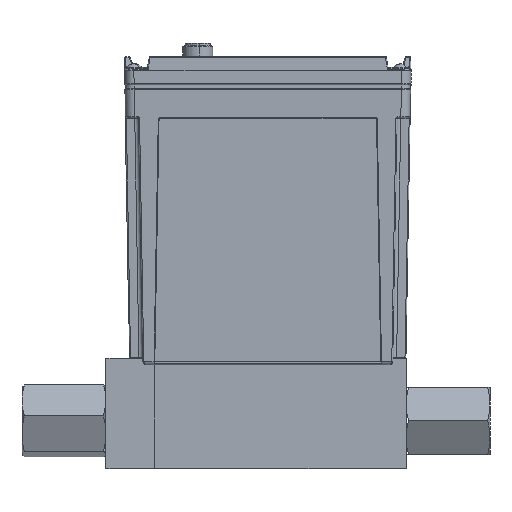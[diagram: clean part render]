
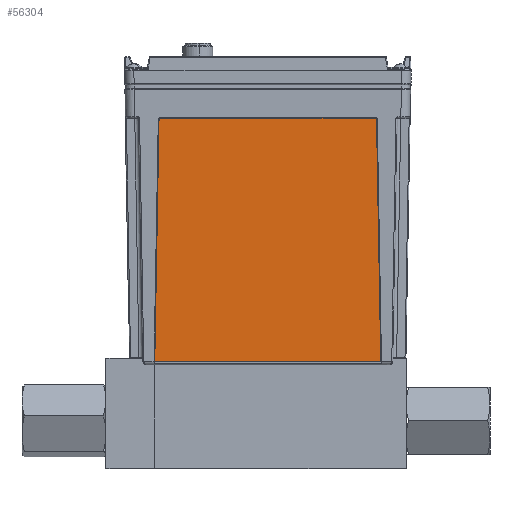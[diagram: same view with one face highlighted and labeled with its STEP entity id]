
A CAD part, top view. The second image highlights one B-rep face of the part: STEP entity #56304.
In plain terms, the highlighted planar face has unit normal (0, -0.018, 1).
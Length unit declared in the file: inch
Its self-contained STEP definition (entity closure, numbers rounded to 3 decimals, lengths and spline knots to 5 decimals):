
#131 = CIRCLE ( 'NONE', #31162, 0.02 ) ;
#1619 = DIRECTION ( 'NONE',  ( 0., -0.017, 1. ) ) ;
#1952 = ORIENTED_EDGE ( 'NONE', *, *, #61665, .T. ) ;
#4278 = CARTESIAN_POINT ( 'NONE',  ( 0.70385, 4.63895, 1.02987 ) ) ;
#7969 = CARTESIAN_POINT ( 'NONE',  ( -2.6965, 4.63895, 1.02987 ) ) ;
#8491 = VECTOR ( 'NONE', #51441, 39.37008 ) ;
#8611 = ORIENTED_EDGE ( 'NONE', *, *, #45184, .T. ) ;
#8839 = VERTEX_POINT ( 'NONE', #44159 ) ;
#9713 = LINE ( 'NONE', #56350, #46651 ) ;
#10081 = CARTESIAN_POINT ( 'NONE',  ( 0.77015, 0.82953, 0.96338 ) ) ;
#10095 = DIRECTION ( 'NONE',  ( 0., -0.017, 1. ) ) ;
#11305 = DIRECTION ( 'NONE',  ( 0., -0.017, 1. ) ) ;
#11824 = CARTESIAN_POINT ( 'NONE',  ( 0.72384, 4.6193, 1.02953 ) ) ;
#13334 = CARTESIAN_POINT ( 'NONE',  ( 0.77015, 0.80953, 0.96303 ) ) ;
#14402 = ORIENTED_EDGE ( 'NONE', *, *, #26430, .T. ) ;
#14915 = DIRECTION ( 'NONE',  ( 1., 0., 0. ) ) ;
#17137 = EDGE_CURVE ( 'NONE', #38416, #62229, #35707, .T. ) ;
#17897 = VERTEX_POINT ( 'NONE', #32254 ) ;
#18161 = CIRCLE ( 'NONE', #22983, 0.02 ) ;
#19037 = VERTEX_POINT ( 'NONE', #11824 ) ;
#20076 = CARTESIAN_POINT ( 'NONE',  ( -0.9865, 4.63895, 1.02987 ) ) ;
#20450 = ORIENTED_EDGE ( 'NONE', *, *, #17137, .T. ) ;
#21297 = LINE ( 'NONE', #7969, #8491 ) ;
#21436 = ORIENTED_EDGE ( 'NONE', *, *, #41616, .T. ) ;
#22601 = AXIS2_PLACEMENT_3D ( 'NONE', #30452, #1619, #35289 ) ;
#22863 = VERTEX_POINT ( 'NONE', #4278 ) ;
#22983 = AXIS2_PLACEMENT_3D ( 'NONE', #38968, #10095, #43808 ) ;
#24145 = VECTOR ( 'NONE', #47584, 39.37008 ) ;
#24698 = PLANE ( 'NONE',  #57856 ) ;
#24896 = DIRECTION ( 'NONE',  ( 1., 0., 0. ) ) ;
#25804 = VECTOR ( 'NONE', #50041, 39.37008 ) ;
#25859 = EDGE_LOOP ( 'NONE', ( #57574, #20450, #14402, #21436, #1952, #46789, #8611, #52049 ) ) ;
#26430 = EDGE_CURVE ( 'NONE', #62229, #19037, #61209, .T. ) ;
#26540 = EDGE_CURVE ( 'NONE', #17897, #53269, #41455, .T. ) ;
#27305 = LINE ( 'NONE', #40288, #25804 ) ;
#28491 = EDGE_CURVE ( 'NONE', #60491, #8839, #131, .T. ) ;
#30452 = CARTESIAN_POINT ( 'NONE',  ( -2.67685, 4.61895, 1.02953 ) ) ;
#30992 = CARTESIAN_POINT ( 'NONE',  ( -2.69684, 4.6193, 1.02953 ) ) ;
#31162 = AXIS2_PLACEMENT_3D ( 'NONE', #40135, #11305, #44968 ) ;
#31419 = EDGE_CURVE ( 'NONE', #8839, #38416, #9713, .T. ) ;
#32254 = CARTESIAN_POINT ( 'NONE',  ( -2.67685, 4.63895, 1.02987 ) ) ;
#35289 = DIRECTION ( 'NONE',  ( 1., 0., 0. ) ) ;
#35707 = CIRCLE ( 'NONE', #40395, 0.02 ) ;
#35981 = CARTESIAN_POINT ( 'NONE',  ( 0.79014, 0.82988, 0.96339 ) ) ;
#38416 = VERTEX_POINT ( 'NONE', #13334 ) ;
#38719 = CARTESIAN_POINT ( 'NONE',  ( -2.76314, 0.82988, 0.96339 ) ) ;
#38968 = CARTESIAN_POINT ( 'NONE',  ( 0.70385, 4.61895, 1.02953 ) ) ;
#40135 = CARTESIAN_POINT ( 'NONE',  ( -2.74315, 0.82953, 0.96338 ) ) ;
#40288 = CARTESIAN_POINT ( 'NONE',  ( 0.7235, 4.63895, 1.02987 ) ) ;
#40395 = AXIS2_PLACEMENT_3D ( 'NONE', #10081, #43793, #14915 ) ;
#41455 = CIRCLE ( 'NONE', #22601, 0.02 ) ;
#41616 = EDGE_CURVE ( 'NONE', #19037, #22863, #18161, .T. ) ;
#42939 = CARTESIAN_POINT ( 'NONE',  ( 0.7905, 0.80953, 0.96303 ) ) ;
#43793 = DIRECTION ( 'NONE',  ( 0., -0.017, 1. ) ) ;
#43808 = DIRECTION ( 'NONE',  ( 1., 0., 0. ) ) ;
#44159 = CARTESIAN_POINT ( 'NONE',  ( -2.74315, 0.80953, 0.96303 ) ) ;
#44968 = DIRECTION ( 'NONE',  ( 1., 0., 0. ) ) ;
#45184 = EDGE_CURVE ( 'NONE', #53269, #60491, #21297, .T. ) ;
#46651 = VECTOR ( 'NONE', #56028, 39.37008 ) ;
#46789 = ORIENTED_EDGE ( 'NONE', *, *, #26540, .T. ) ;
#47584 = DIRECTION ( 'NONE',  ( -0.017, 1., 0.017 ) ) ;
#47989 = FACE_OUTER_BOUND ( 'NONE', #25859, .T. ) ;
#50041 = DIRECTION ( 'NONE',  ( -1., 0., 0. ) ) ;
#51441 = DIRECTION ( 'NONE',  ( -0.017, -1., -0.017 ) ) ;
#52049 = ORIENTED_EDGE ( 'NONE', *, *, #28491, .T. ) ;
#53269 = VERTEX_POINT ( 'NONE', #30992 ) ;
#53834 = DIRECTION ( 'NONE',  ( 0., -0.017, 1. ) ) ;
#56028 = DIRECTION ( 'NONE',  ( 1., 0., 0. ) ) ;
#56304 = ADVANCED_FACE ( 'NONE', ( #47989 ), #24698, .T. ) ;
#56350 = CARTESIAN_POINT ( 'NONE',  ( -2.7635, 0.80953, 0.96303 ) ) ;
#57574 = ORIENTED_EDGE ( 'NONE', *, *, #31419, .T. ) ;
#57856 = AXIS2_PLACEMENT_3D ( 'NONE', #20076, #53834, #24896 ) ;
#60491 = VERTEX_POINT ( 'NONE', #38719 ) ;
#61209 = LINE ( 'NONE', #42939, #24145 ) ;
#61665 = EDGE_CURVE ( 'NONE', #22863, #17897, #27305, .T. ) ;
#62229 = VERTEX_POINT ( 'NONE', #35981 ) ;
